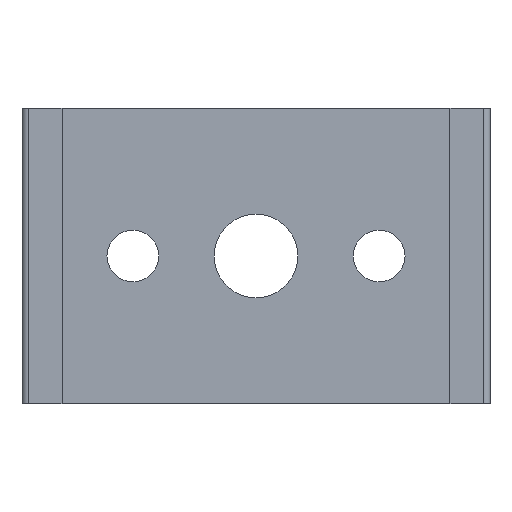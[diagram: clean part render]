
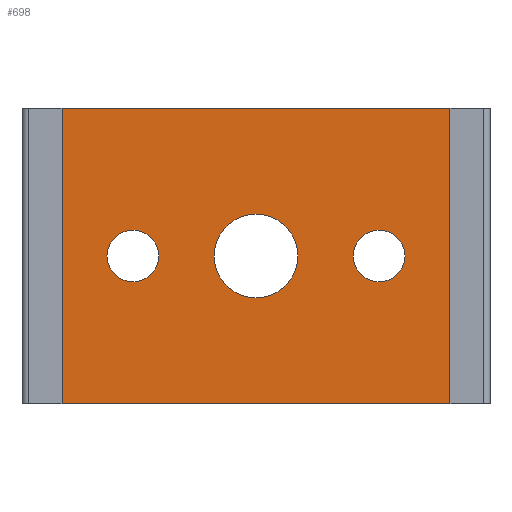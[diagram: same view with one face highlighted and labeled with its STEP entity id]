
A CAD part, front view. The second image highlights one B-rep face of the part: STEP entity #698.
In plain terms, the highlighted planar face has unit normal (0, -1, 0).
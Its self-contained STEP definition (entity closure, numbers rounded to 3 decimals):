
#1 = ORIENTED_EDGE ( 'NONE', *, *, #509, .F. ) ;
#4 = CARTESIAN_POINT ( 'NONE',  ( -10., 0., -2.1 ) ) ;
#5 = CIRCLE ( 'NONE', #129, 2.1 ) ;
#6 = DIRECTION ( 'NONE',  ( 0., -1., 0. ) ) ;
#7 = DIRECTION ( 'NONE',  ( 1., 0., 0. ) ) ;
#15 = LINE ( 'NONE', #647, #435 ) ;
#18 = FACE_BOUND ( 'NONE', #143, .T. ) ;
#71 = CARTESIAN_POINT ( 'NONE',  ( -15.75, 0., 12. ) ) ;
#83 = ORIENTED_EDGE ( 'NONE', *, *, #818, .F. ) ;
#92 = ORIENTED_EDGE ( 'NONE', *, *, #561, .F. ) ;
#94 = FACE_BOUND ( 'NONE', #699, .T. ) ;
#120 = EDGE_CURVE ( 'NONE', #479, #413, #15, .T. ) ;
#125 = DIRECTION ( 'NONE',  ( 0., 0., -1. ) ) ;
#129 = AXIS2_PLACEMENT_3D ( 'NONE', #641, #6, #125 ) ;
#130 = VECTOR ( 'NONE', #752, 1000. ) ;
#143 = EDGE_LOOP ( 'NONE', ( #731, #528 ) ) ;
#171 = EDGE_CURVE ( 'NONE', #538, #382, #467, .T. ) ;
#183 = CARTESIAN_POINT ( 'NONE',  ( -15.75, 0., 12. ) ) ;
#187 = VERTEX_POINT ( 'NONE', #372 ) ;
#189 = EDGE_CURVE ( 'NONE', #187, #371, #224, .T. ) ;
#201 = CARTESIAN_POINT ( 'NONE',  ( -15.75, 0., -12. ) ) ;
#208 = AXIS2_PLACEMENT_3D ( 'NONE', #580, #859, #589 ) ;
#221 = EDGE_CURVE ( 'NONE', #371, #187, #558, .T. ) ;
#224 = CIRCLE ( 'NONE', #690, 3.4 ) ;
#231 = DIRECTION ( 'NONE',  ( 0., 0., -1. ) ) ;
#236 = DIRECTION ( 'NONE',  ( -1., 0., 0. ) ) ;
#241 = FACE_BOUND ( 'NONE', #649, .T. ) ;
#244 = CARTESIAN_POINT ( 'NONE',  ( 0., 0., -3.4 ) ) ;
#247 = CARTESIAN_POINT ( 'NONE',  ( 0., 0., 12. ) ) ;
#248 = LINE ( 'NONE', #386, #512 ) ;
#268 = LINE ( 'NONE', #183, #484 ) ;
#274 = DIRECTION ( 'NONE',  ( 0., 0., -1. ) ) ;
#279 = DIRECTION ( 'NONE',  ( 0., 0., -1. ) ) ;
#289 = CARTESIAN_POINT ( 'NONE',  ( 10., 0., -2.1 ) ) ;
#294 = EDGE_CURVE ( 'NONE', #571, #413, #248, .T. ) ;
#296 = DIRECTION ( 'NONE',  ( 0., 0., -1. ) ) ;
#311 = DIRECTION ( 'NONE',  ( 0., 1., 0. ) ) ;
#313 = ORIENTED_EDGE ( 'NONE', *, *, #120, .T. ) ;
#352 = CIRCLE ( 'NONE', #603, 2.1 ) ;
#354 = VERTEX_POINT ( 'NONE', #535 ) ;
#361 = DIRECTION ( 'NONE',  ( 0., -1., 0. ) ) ;
#371 = VERTEX_POINT ( 'NONE', #244 ) ;
#372 = CARTESIAN_POINT ( 'NONE',  ( 0., 0., 3.4 ) ) ;
#382 = VERTEX_POINT ( 'NONE', #905 ) ;
#386 = CARTESIAN_POINT ( 'NONE',  ( 15.75, 0., 12. ) ) ;
#410 = LINE ( 'NONE', #745, #130 ) ;
#413 = VERTEX_POINT ( 'NONE', #619 ) ;
#420 = DIRECTION ( 'NONE',  ( 0., -1., 0. ) ) ;
#435 = VECTOR ( 'NONE', #7, 1000. ) ;
#467 = CIRCLE ( 'NONE', #208, 2.1 ) ;
#479 = VERTEX_POINT ( 'NONE', #201 ) ;
#483 = AXIS2_PLACEMENT_3D ( 'NONE', #636, #848, #274 ) ;
#484 = VECTOR ( 'NONE', #559, 1000. ) ;
#492 = EDGE_CURVE ( 'NONE', #354, #872, #352, .T. ) ;
#509 = EDGE_CURVE ( 'NONE', #872, #354, #693, .T. ) ;
#512 = VECTOR ( 'NONE', #231, 1000. ) ;
#528 = ORIENTED_EDGE ( 'NONE', *, *, #189, .F. ) ;
#535 = CARTESIAN_POINT ( 'NONE',  ( -10., 0., 2.1 ) ) ;
#538 = VERTEX_POINT ( 'NONE', #289 ) ;
#542 = EDGE_LOOP ( 'NONE', ( #313, #682, #83, #864 ) ) ;
#558 = CIRCLE ( 'NONE', #734, 3.4 ) ;
#559 = DIRECTION ( 'NONE',  ( 0., 0., -1. ) ) ;
#561 = EDGE_CURVE ( 'NONE', #382, #538, #5, .T. ) ;
#571 = VERTEX_POINT ( 'NONE', #921 ) ;
#580 = CARTESIAN_POINT ( 'NONE',  ( 10., 0., 0. ) ) ;
#589 = DIRECTION ( 'NONE',  ( 0., 0., -1. ) ) ;
#595 = FACE_OUTER_BOUND ( 'NONE', #542, .T. ) ;
#603 = AXIS2_PLACEMENT_3D ( 'NONE', #783, #420, #709 ) ;
#608 = VERTEX_POINT ( 'NONE', #71 ) ;
#619 = CARTESIAN_POINT ( 'NONE',  ( 15.75, 0., -12. ) ) ;
#636 = CARTESIAN_POINT ( 'NONE',  ( -10., 0., 0. ) ) ;
#641 = CARTESIAN_POINT ( 'NONE',  ( 10., 0., 0. ) ) ;
#647 = CARTESIAN_POINT ( 'NONE',  ( 0., 0., -12. ) ) ;
#649 = EDGE_LOOP ( 'NONE', ( #800, #92 ) ) ;
#682 = ORIENTED_EDGE ( 'NONE', *, *, #294, .F. ) ;
#690 = AXIS2_PLACEMENT_3D ( 'NONE', #854, #361, #296 ) ;
#693 = CIRCLE ( 'NONE', #483, 2.1 ) ;
#698 = ADVANCED_FACE ( 'NONE', ( #18, #94, #241, #595 ), #803, .F. ) ;
#699 = EDGE_LOOP ( 'NONE', ( #1, #883 ) ) ;
#709 = DIRECTION ( 'NONE',  ( 0., 0., -1. ) ) ;
#731 = ORIENTED_EDGE ( 'NONE', *, *, #221, .F. ) ;
#734 = AXIS2_PLACEMENT_3D ( 'NONE', #781, #788, #279 ) ;
#745 = CARTESIAN_POINT ( 'NONE',  ( 0., 0., 12. ) ) ;
#752 = DIRECTION ( 'NONE',  ( 1., 0., 0. ) ) ;
#781 = CARTESIAN_POINT ( 'NONE',  ( 0., 0., 0. ) ) ;
#783 = CARTESIAN_POINT ( 'NONE',  ( -10., 0., 0. ) ) ;
#788 = DIRECTION ( 'NONE',  ( 0., -1., 0. ) ) ;
#800 = ORIENTED_EDGE ( 'NONE', *, *, #171, .F. ) ;
#803 = PLANE ( 'NONE',  #894 ) ;
#818 = EDGE_CURVE ( 'NONE', #608, #571, #410, .T. ) ;
#819 = EDGE_CURVE ( 'NONE', #608, #479, #268, .T. ) ;
#848 = DIRECTION ( 'NONE',  ( 0., -1., 0. ) ) ;
#854 = CARTESIAN_POINT ( 'NONE',  ( 0., 0., 0. ) ) ;
#859 = DIRECTION ( 'NONE',  ( 0., -1., 0. ) ) ;
#864 = ORIENTED_EDGE ( 'NONE', *, *, #819, .T. ) ;
#872 = VERTEX_POINT ( 'NONE', #4 ) ;
#883 = ORIENTED_EDGE ( 'NONE', *, *, #492, .F. ) ;
#894 = AXIS2_PLACEMENT_3D ( 'NONE', #247, #311, #236 ) ;
#905 = CARTESIAN_POINT ( 'NONE',  ( 10., 0., 2.1 ) ) ;
#921 = CARTESIAN_POINT ( 'NONE',  ( 15.75, 0., 12. ) ) ;
